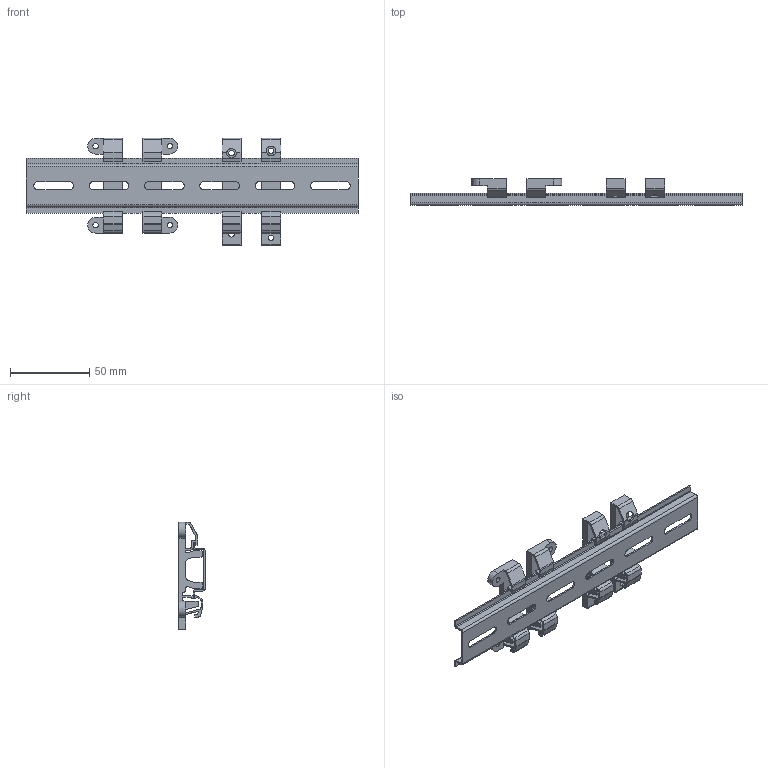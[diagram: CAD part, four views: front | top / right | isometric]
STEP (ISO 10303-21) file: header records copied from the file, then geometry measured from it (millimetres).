
FILE_DESCRIPTION(/* description */ (''),/* implementation_level */ '2;1');
FILE_NAME(/* name */ '5fc96c1898b5a51650d04b98',/* time_stamp */ '2020-12-03T22:52:11+00:00',/* author */ (''),/* organization */ (''),/* preprocessor_version */ 'ST-DEVELOPER v16.7',/* originating_system */ $,/* authorisation */ $);
FILE_SCHEMA (('AUTOMOTIVE_DESIGN {1 0 10303 214 3 1 1}'));
Length unit declared in the file: metre
Products named in the file (6): Assy Din Rail Bracket; Cable Clamp; Part 1
Assembly tree (5 placements, depth 2):
  Assy Din Rail Bracket
    Cable Clamp
    Cable Clamp
    Cable Clamp
    Part 1
    Cable Clamp
Bounding box: 210 x 16.6 x 68 mm (x, y, z)
Volume: 31651.1 mm3; surface area: 39189.9 mm2
Topology: 5 solids, 5 shells, 777 faces, 2565 edges, 1814 vertices
Faces by surface type: plane 412, bspline 195, cylinder 163, torus 6, cone 1
Full cylindrical faces by diameter (mm): 3.4 x7, 6 x2
Entity records: 29490 total; most frequent: CARTESIAN_POINT 8346, ORIENTED_EDGE 5100, DIRECTION 3322, EDGE_CURVE 2550, VERTEX_POINT 1808, LINE 1490, VECTOR 1490, AXIS2_PLACEMENT_3D 916
